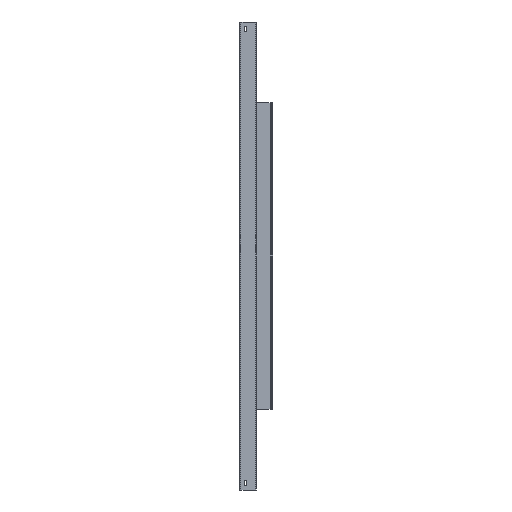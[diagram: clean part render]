
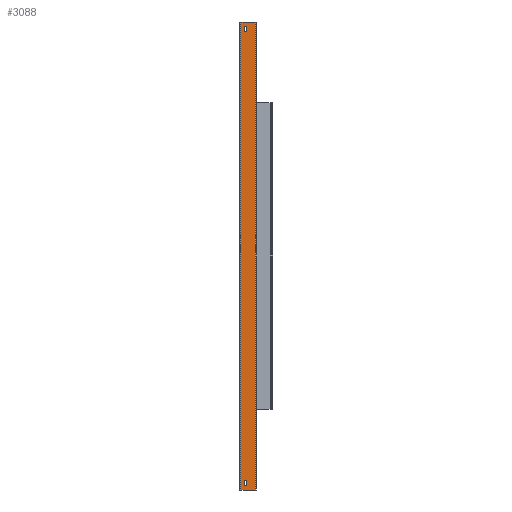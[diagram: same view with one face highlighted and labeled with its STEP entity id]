
A CAD part, left-side view. The second image highlights one B-rep face of the part: STEP entity #3088.
In plain terms, the highlighted planar face has unit normal (-1, 0, 0).
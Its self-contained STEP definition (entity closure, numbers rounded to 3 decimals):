
#2087=DIRECTION('',(0.,-1.,0.));
#2088=VECTOR('',#2087,51.5);
#2089=CARTESIAN_POINT('',(0.,54.,200.));
#2090=LINE('',#2089,#2088);
#2298=DIRECTION('',(0.,0.,1.));
#2299=VECTOR('',#2298,1680.);
#2300=CARTESIAN_POINT('',(0.,54.,-1480.));
#2301=LINE('',#2300,#2299);
#2306=DIRECTION('',(0.,-1.,0.));
#2307=VECTOR('',#2306,51.5);
#2308=CARTESIAN_POINT('',(0.,54.,-1480.));
#2309=LINE('',#2308,#2307);
#2310=DIRECTION('',(0.,1.,0.));
#2311=VECTOR('',#2310,8.);
#2312=CARTESIAN_POINT('',(0.,34.,-1462.5));
#2313=LINE('',#2312,#2311);
#2314=CARTESIAN_POINT('',(0.,34.,-1462.));
#2315=DIRECTION('',(1.,0.,0.));
#2316=DIRECTION('',(0.,-1.,0.));
#2317=AXIS2_PLACEMENT_3D('',#2314,#2315,#2316);
#2319=DIRECTION('',(0.,0.,-1.));
#2320=VECTOR('',#2319,14.);
#2321=CARTESIAN_POINT('',(0.,33.5,-1448.));
#2322=LINE('',#2321,#2320);
#2323=CARTESIAN_POINT('',(0.,34.,-1448.));
#2324=DIRECTION('',(1.,0.,0.));
#2325=DIRECTION('',(0.,0.,1.));
#2326=AXIS2_PLACEMENT_3D('',#2323,#2324,#2325);
#2328=DIRECTION('',(0.,-1.,0.));
#2329=VECTOR('',#2328,8.);
#2330=CARTESIAN_POINT('',(0.,42.,-1447.5));
#2331=LINE('',#2330,#2329);
#2332=CARTESIAN_POINT('',(0.,42.,-1448.));
#2333=DIRECTION('',(1.,0.,0.));
#2334=DIRECTION('',(0.,1.,0.));
#2335=AXIS2_PLACEMENT_3D('',#2332,#2333,#2334);
#2337=DIRECTION('',(0.,0.,1.));
#2338=VECTOR('',#2337,14.);
#2339=CARTESIAN_POINT('',(0.,42.5,-1462.));
#2340=LINE('',#2339,#2338);
#2341=CARTESIAN_POINT('',(0.,42.,-1462.));
#2342=DIRECTION('',(1.,0.,0.));
#2343=DIRECTION('',(0.,0.,-1.));
#2344=AXIS2_PLACEMENT_3D('',#2341,#2342,#2343);
#2346=DIRECTION('',(0.,0.,-1.));
#2347=VECTOR('',#2346,14.);
#2348=CARTESIAN_POINT('',(0.,33.5,182.));
#2349=LINE('',#2348,#2347);
#2350=CARTESIAN_POINT('',(0.,34.,182.));
#2351=DIRECTION('',(1.,0.,0.));
#2352=DIRECTION('',(0.,0.,1.));
#2353=AXIS2_PLACEMENT_3D('',#2350,#2351,#2352);
#2355=DIRECTION('',(0.,-1.,0.));
#2356=VECTOR('',#2355,8.);
#2357=CARTESIAN_POINT('',(0.,42.,182.5));
#2358=LINE('',#2357,#2356);
#2359=CARTESIAN_POINT('',(0.,42.,182.));
#2360=DIRECTION('',(1.,0.,0.));
#2361=DIRECTION('',(0.,1.,0.));
#2362=AXIS2_PLACEMENT_3D('',#2359,#2360,#2361);
#2364=DIRECTION('',(0.,0.,1.));
#2365=VECTOR('',#2364,14.);
#2366=CARTESIAN_POINT('',(0.,42.5,168.));
#2367=LINE('',#2366,#2365);
#2368=CARTESIAN_POINT('',(0.,42.,168.));
#2369=DIRECTION('',(1.,0.,0.));
#2370=DIRECTION('',(0.,0.,-1.));
#2371=AXIS2_PLACEMENT_3D('',#2368,#2369,#2370);
#2373=DIRECTION('',(0.,1.,0.));
#2374=VECTOR('',#2373,8.);
#2375=CARTESIAN_POINT('',(0.,34.,167.5));
#2376=LINE('',#2375,#2374);
#2377=CARTESIAN_POINT('',(0.,34.,168.));
#2378=DIRECTION('',(1.,0.,0.));
#2379=DIRECTION('',(0.,-1.,0.));
#2380=AXIS2_PLACEMENT_3D('',#2377,#2378,#2379);
#2386=DIRECTION('',(0.,0.,-1.));
#2387=VECTOR('',#2386,1680.);
#2388=CARTESIAN_POINT('',(0.,2.5,200.));
#2389=LINE('',#2388,#2387);
#2662=CARTESIAN_POINT('',(0.,54.,-1480.));
#2663=VERTEX_POINT('',#2662);
#2664=CARTESIAN_POINT('',(0.,2.5,-1480.));
#2665=VERTEX_POINT('',#2664);
#2718=CARTESIAN_POINT('',(0.,33.5,-1462.));
#2719=CARTESIAN_POINT('',(0.,34.,-1462.5));
#2720=VERTEX_POINT('',#2718);
#2721=VERTEX_POINT('',#2719);
#2722=CARTESIAN_POINT('',(0.,33.5,-1448.));
#2723=VERTEX_POINT('',#2722);
#2724=CARTESIAN_POINT('',(0.,34.,-1447.5));
#2725=VERTEX_POINT('',#2724);
#2726=CARTESIAN_POINT('',(0.,42.,-1447.5));
#2727=VERTEX_POINT('',#2726);
#2728=CARTESIAN_POINT('',(0.,42.5,-1448.));
#2729=VERTEX_POINT('',#2728);
#2730=CARTESIAN_POINT('',(0.,42.5,-1462.));
#2731=VERTEX_POINT('',#2730);
#2732=CARTESIAN_POINT('',(0.,42.,-1462.5));
#2733=VERTEX_POINT('',#2732);
#2740=CARTESIAN_POINT('',(0.,2.5,200.));
#2741=VERTEX_POINT('',#2740);
#2742=CARTESIAN_POINT('',(0.,54.,200.));
#2743=VERTEX_POINT('',#2742);
#2806=CARTESIAN_POINT('',(0.,34.,182.5));
#2807=CARTESIAN_POINT('',(0.,33.5,182.));
#2808=VERTEX_POINT('',#2806);
#2809=VERTEX_POINT('',#2807);
#2810=CARTESIAN_POINT('',(0.,42.,182.5));
#2811=VERTEX_POINT('',#2810);
#2812=CARTESIAN_POINT('',(0.,42.5,182.));
#2813=VERTEX_POINT('',#2812);
#2814=CARTESIAN_POINT('',(0.,42.5,168.));
#2815=VERTEX_POINT('',#2814);
#2816=CARTESIAN_POINT('',(0.,42.,167.5));
#2817=VERTEX_POINT('',#2816);
#2818=CARTESIAN_POINT('',(0.,34.,167.5));
#2819=VERTEX_POINT('',#2818);
#2820=CARTESIAN_POINT('',(0.,33.5,168.));
#2821=VERTEX_POINT('',#2820);
#3039=CARTESIAN_POINT('',(0.,104.,0.));
#3040=DIRECTION('',(-1.,0.,0.));
#3041=DIRECTION('',(0.,1.,0.));
#3042=AXIS2_PLACEMENT_3D('',#3039,#3040,#3041);
#3043=PLANE('',#3042);
#3044=ORIENTED_EDGE('',*,*,#2835,.T.);
#3046=ORIENTED_EDGE('',*,*,#3045,.T.);
#3048=ORIENTED_EDGE('',*,*,#3047,.F.);
#3049=ORIENTED_EDGE('',*,*,#3031,.T.);
#3050=EDGE_LOOP('',(#3044,#3046,#3048,#3049));
#3051=FACE_OUTER_BOUND('',#3050,.F.);
#3053=ORIENTED_EDGE('',*,*,#3052,.F.);
#3055=ORIENTED_EDGE('',*,*,#3054,.F.);
#3057=ORIENTED_EDGE('',*,*,#3056,.F.);
#3059=ORIENTED_EDGE('',*,*,#3058,.F.);
#3061=ORIENTED_EDGE('',*,*,#3060,.F.);
#3063=ORIENTED_EDGE('',*,*,#3062,.F.);
#3065=ORIENTED_EDGE('',*,*,#3064,.F.);
#3067=ORIENTED_EDGE('',*,*,#3066,.F.);
#3068=EDGE_LOOP('',(#3053,#3055,#3057,#3059,#3061,#3063,#3065,#3067));
#3069=FACE_BOUND('',#3068,.F.);
#3071=ORIENTED_EDGE('',*,*,#3070,.F.);
#3073=ORIENTED_EDGE('',*,*,#3072,.F.);
#3075=ORIENTED_EDGE('',*,*,#3074,.F.);
#3077=ORIENTED_EDGE('',*,*,#3076,.F.);
#3079=ORIENTED_EDGE('',*,*,#3078,.F.);
#3081=ORIENTED_EDGE('',*,*,#3080,.F.);
#3083=ORIENTED_EDGE('',*,*,#3082,.F.);
#3085=ORIENTED_EDGE('',*,*,#3084,.F.);
#3086=EDGE_LOOP('',(#3071,#3073,#3075,#3077,#3079,#3081,#3083,#3085));
#3087=FACE_BOUND('',#3086,.F.);
#3088=ADVANCED_FACE('',(#3051,#3069,#3087),#3043,.T.);
#2318=CIRCLE('',#2317,0.5);
#2327=CIRCLE('',#2326,0.5);
#2336=CIRCLE('',#2335,0.5);
#2345=CIRCLE('',#2344,0.5);
#2354=CIRCLE('',#2353,0.5);
#2363=CIRCLE('',#2362,0.5);
#2372=CIRCLE('',#2371,0.5);
#2381=CIRCLE('',#2380,0.5);
#2835=EDGE_CURVE('',#2743,#2741,#2090,.T.);
#3031=EDGE_CURVE('',#2663,#2743,#2301,.T.);
#3045=EDGE_CURVE('',#2741,#2665,#2389,.T.);
#3047=EDGE_CURVE('',#2663,#2665,#2309,.T.);
#3052=EDGE_CURVE('',#2721,#2733,#2313,.T.);
#3054=EDGE_CURVE('',#2720,#2721,#2318,.T.);
#3056=EDGE_CURVE('',#2723,#2720,#2322,.T.);
#3058=EDGE_CURVE('',#2725,#2723,#2327,.T.);
#3060=EDGE_CURVE('',#2727,#2725,#2331,.T.);
#3062=EDGE_CURVE('',#2729,#2727,#2336,.T.);
#3064=EDGE_CURVE('',#2731,#2729,#2340,.T.);
#3066=EDGE_CURVE('',#2733,#2731,#2345,.T.);
#3070=EDGE_CURVE('',#2809,#2821,#2349,.T.);
#3072=EDGE_CURVE('',#2808,#2809,#2354,.T.);
#3074=EDGE_CURVE('',#2811,#2808,#2358,.T.);
#3076=EDGE_CURVE('',#2813,#2811,#2363,.T.);
#3078=EDGE_CURVE('',#2815,#2813,#2367,.T.);
#3080=EDGE_CURVE('',#2817,#2815,#2372,.T.);
#3082=EDGE_CURVE('',#2819,#2817,#2376,.T.);
#3084=EDGE_CURVE('',#2821,#2819,#2381,.T.);
